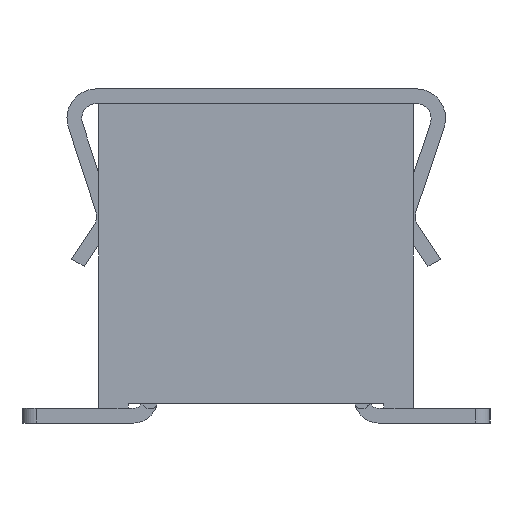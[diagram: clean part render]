
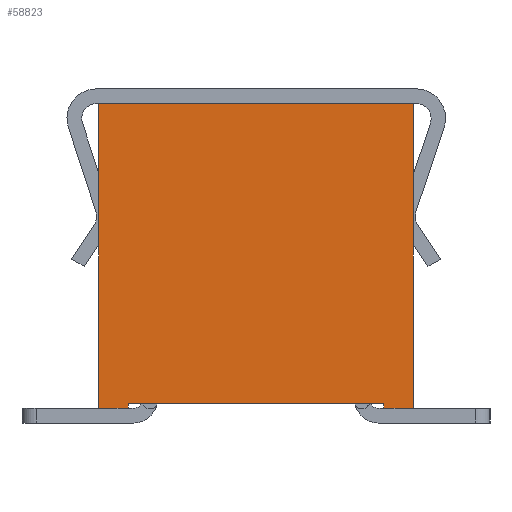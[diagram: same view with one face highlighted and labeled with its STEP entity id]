
A CAD part, left-side view. The second image highlights one B-rep face of the part: STEP entity #58823.
In plain terms, the highlighted planar face has unit normal (-1, 0, 0).
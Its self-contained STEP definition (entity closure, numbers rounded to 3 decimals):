
#1399=CARTESIAN_POINT('',(-10.1,1.6,0.));
#1400=VERTEX_POINT('',#1399);
#1407=CARTESIAN_POINT('',(-10.1,1.6,3.1));
#1408=VERTEX_POINT('',#1407);
#1409=CARTESIAN_POINT('',(-10.1,1.6,0.));
#1410=DIRECTION('',(0.,0.,1.));
#1411=VECTOR('',#1410,3.1);
#1412=LINE('',#1409,#1411);
#1413=EDGE_CURVE('',#1400,#1408,#1412,.T.);
#2154=CARTESIAN_POINT('',(-10.1,-1.6,3.1));
#2155=VERTEX_POINT('',#2154);
#2210=CARTESIAN_POINT('',(-10.1,1.6,3.1));
#2211=DIRECTION('',(0.,-1.,0.));
#2212=VECTOR('',#2211,3.2);
#2213=LINE('',#2210,#2212);
#2214=EDGE_CURVE('',#1408,#2155,#2213,.T.);
#2856=CARTESIAN_POINT('',(-10.1,-1.6,0.));
#2857=VERTEX_POINT('',#2856);
#3275=CARTESIAN_POINT('',(-10.1,-1.6,3.1));
#3276=DIRECTION('',(0.,0.,-1.));
#3277=VECTOR('',#3276,3.1);
#3278=LINE('',#3275,#3277);
#3279=EDGE_CURVE('',#2155,#2857,#3278,.T.);
#3547=CARTESIAN_POINT('',(-10.1,1.3,0.));
#3548=VERTEX_POINT('',#3547);
#3549=CARTESIAN_POINT('',(-10.1,1.6,0.));
#3550=DIRECTION('',(0.,-1.,0.));
#3551=VECTOR('',#3550,0.3);
#3552=LINE('',#3549,#3551);
#3553=EDGE_CURVE('',#1400,#3548,#3552,.T.);
#8748=CARTESIAN_POINT('',(-10.1,-1.3,0.));
#8749=VERTEX_POINT('',#8748);
#8750=CARTESIAN_POINT('',(-10.1,-1.3,0.));
#8751=DIRECTION('',(0.,-1.,0.));
#8752=VECTOR('',#8751,0.3);
#8753=LINE('',#8750,#8752);
#8754=EDGE_CURVE('',#8749,#2857,#8753,.T.);
#58789=CARTESIAN_POINT('',(-10.1,0.,1.509));
#58790=DIRECTION('',(0.,-1.,0.));
#58791=DIRECTION('',(-1.,0.,0.));
#58792=AXIS2_PLACEMENT_3D('',#58789,#58791,#58790);
#58793=PLANE('',#58792);
#58794=CARTESIAN_POINT('',(-10.1,-1.3,0.05));
#58795=VERTEX_POINT('',#58794);
#58796=CARTESIAN_POINT('',(-10.1,-1.3,0.05));
#58797=DIRECTION('',(0.,0.,-1.));
#58798=VECTOR('',#58797,0.05);
#58799=LINE('',#58796,#58798);
#58800=EDGE_CURVE('',#58795,#8749,#58799,.T.);
#58801=ORIENTED_EDGE('',*,*,#58800,.T.);
#58802=ORIENTED_EDGE('',*,*,#8754,.T.);
#58803=ORIENTED_EDGE('',*,*,#3279,.F.);
#58804=ORIENTED_EDGE('',*,*,#2214,.F.);
#58805=ORIENTED_EDGE('',*,*,#1413,.F.);
#58806=ORIENTED_EDGE('',*,*,#3553,.T.);
#58807=CARTESIAN_POINT('',(-10.1,1.3,0.05));
#58808=VERTEX_POINT('',#58807);
#58809=CARTESIAN_POINT('',(-10.1,1.3,0.));
#58810=DIRECTION('',(0.,0.,1.));
#58811=VECTOR('',#58810,0.05);
#58812=LINE('',#58809,#58811);
#58813=EDGE_CURVE('',#3548,#58808,#58812,.T.);
#58814=ORIENTED_EDGE('',*,*,#58813,.T.);
#58815=CARTESIAN_POINT('',(-10.1,-1.3,0.05));
#58816=DIRECTION('',(0.,1.,0.));
#58817=VECTOR('',#58816,2.6);
#58818=LINE('',#58815,#58817);
#58819=EDGE_CURVE('',#58795,#58808,#58818,.T.);
#58820=ORIENTED_EDGE('',*,*,#58819,.F.);
#58821=EDGE_LOOP('',(#58801,#58802,#58803,#58804,#58805,#58806,#58814,#58820));
#58822=FACE_OUTER_BOUND('',#58821,.T.);
#58823=ADVANCED_FACE('',(#58822),#58793,.T.);
